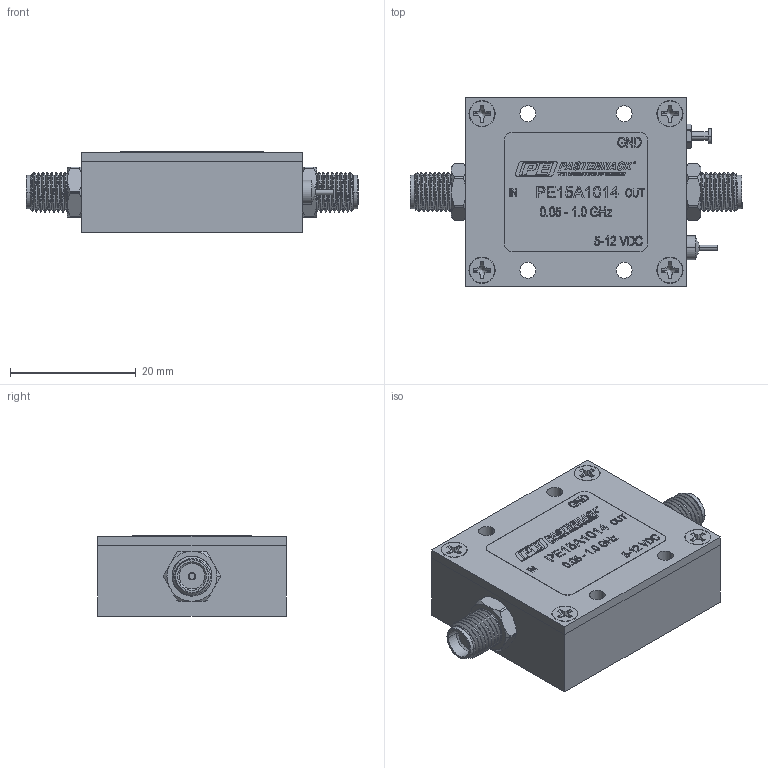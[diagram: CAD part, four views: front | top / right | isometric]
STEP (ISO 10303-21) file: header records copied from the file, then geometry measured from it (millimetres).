
FILE_DESCRIPTION (( 'STEP AP214' ), '1' );
FILE_NAME ('PE15A1014.STEP', '2018-02-06T21:31:40', ( '' ), ( '' ), 'SwSTEP 2.0', 'SolidWorks 2017', '' );
FILE_SCHEMA (( 'AUTOMOTIVE_DESIGN' ));
Length unit declared in the file: inch
Products named in the file (1): PE15A1014
Bounding box: 52.83 x 29.97 x 12.75 mm (x, y, z)
Volume: 13599.8 mm3; surface area: 6299 mm2
Topology: 10 solids, 10 shells, 1323 faces, 3514 edges, 2322 vertices
Faces by surface type: plane 741, bspline 262, cylinder 238, cone 78, torus 4
Entity records: 72388 total; most frequent: CARTESIAN_POINT 27156, ORIENTED_EDGE 7012, DIRECTION 5228, EDGE_CURVE 3506, VERTEX_POINT 2322, LINE 2216, VECTOR 2216, AXIS2_PLACEMENT_3D 1506
